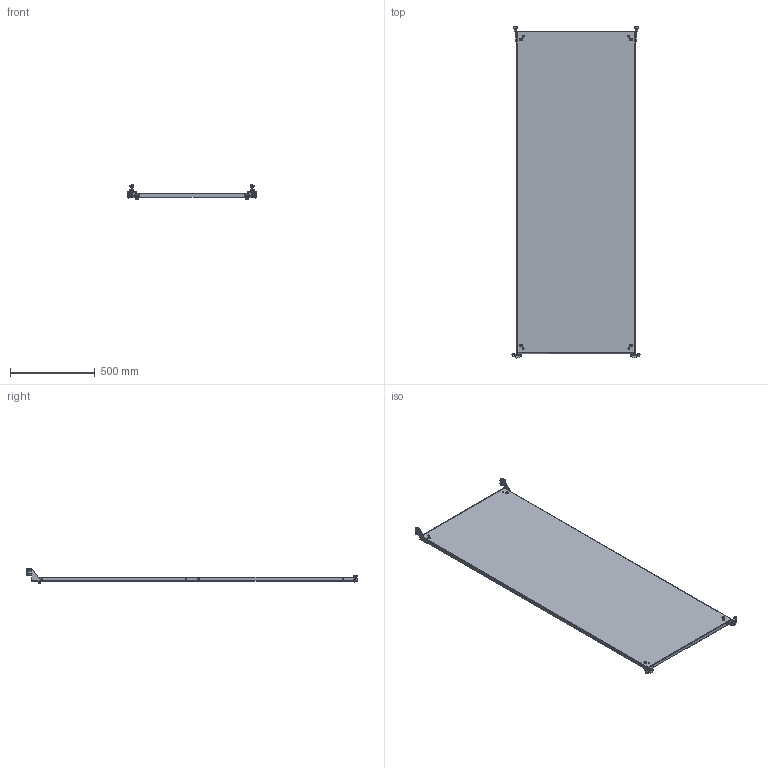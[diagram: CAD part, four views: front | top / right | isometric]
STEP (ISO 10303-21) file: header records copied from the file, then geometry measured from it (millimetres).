
FILE_DESCRIPTION (( 'STEP AP203' ), '1' );
FILE_NAME ('UR66913208000 Ïàíåëü ìîíòàæíàÿ RS52 200.80 (2 ìì) (000.801.700-02).STEP', '2022-04-12T11:40:51', ( '' ), ( '' ), 'SwSTEP 2.0', 'SolidWorks 2017', '' );
FILE_SCHEMA (( 'CONFIG_CONTROL_DESIGN' ));
Length unit declared in the file: millimetre
Products named in the file (18): 000.169.167 ﾊ煇鳫 ﾌﾏ RS52 湜跫韜; 嵑殧趌11371_8; Çàêëåïêà ðåçüáîâàÿ óìåíüøåííûé áîðòèê ñ íàñå÷êîé_Œ8å16,5; Ãàéêà êëåòåâàÿ_Œ8-5‚; Âèíò DIN 7984 TORX_Œ8å20; UR66913208000 Ïàíåëü ìîíòàæíàÿ RS52 200.80 (2 ìì) (000.801.700-02); Êëåòêà ãàéêè_Œ8-5‚; 029-378 Êðîíøòåéí âåðõíèé ÌÏ RS52_00; Âñòàâíàÿ ãàéêà Ì8 äëÿ øêàôîâ USOLA_Œ8 4163.000; 016-105 ﾘ_00 (ｭｨｦｭｨｩ); 000.169.166 ﾊ煇鳫 ﾌﾏ RS52 湜跫韜; 029-374 ﾊ煇鳫; 嵑殧趌6402_8; 029-374-01 ﾊ煇鳫; Ãàéêà êâàäðàòíàÿ_Œ8-5€; Âèíò DIN 7500 C TORX_Œ5å16; 010-479 Ïàíåëü ìîíòàæíàÿ RS52 200.00 (2ìì)_02 (80); 029-378-01 Êðîíøòåéí âåðõíèé ÌÏ RS52
Assembly tree (41 placements, depth 3):
  UR66913208000 Ïàíåëü ìîíòàæíàÿ RS52 200.80 (2 ìì) (000.801.700-02)
    嵑殧趌11371_8  x6
    嵑殧趌6402_8  x6
    Âèíò DIN 7984 TORX_Œ8å20  x6
    029-378 Êðîíøòåéí âåðõíèé ÌÏ RS52_00
    029-378-01 Êðîíøòåéí âåðõíèé ÌÏ RS52
    000.169.166 ﾊ煇鳫 ﾌﾏ RS52 湜跫韜
      029-374 ﾊ煇鳫
      Çàêëåïêà ðåçüáîâàÿ óìåíüøåííûé áîðòèê ñ íàñå÷êîé_Œ8å16,5
      016-105 ﾘ_00 (ｭｨｦｭｨｩ)
    Âèíò DIN 7500 C TORX_Œ5å16  x4
    000.169.167 ﾊ煇鳫 ﾌﾏ RS52 湜跫韜
      Çàêëåïêà ðåçüáîâàÿ óìåíüøåííûé áîðòèê ñ íàñå÷êîé_Œ8å16,5
      016-105 ﾘ_00 (ｭｨｦｭｨｩ)
      029-374-01 ﾊ煇鳫
    Âñòàâíàÿ ãàéêà Ì8 äëÿ øêàôîâ USOLA_Œ8 4163.000  x4
    Ãàéêà êëåòåâàÿ_Œ8-5‚  x2
      Êëåòêà ãàéêè_Œ8-5‚
      Ãàéêà êâàäðàòíàÿ_Œ8-5€
    010-479 Ïàíåëü ìîíòàæíàÿ RS52 200.00 (2ìì)_02 (80)
Bounding box: 758.19 x 1953.25 x 88.4 mm (x, y, z)
Volume: 3158637.6 mm3; surface area: 3159344.7 mm2
Topology: 39 solids, 39 shells, 1262 faces, 3062 edges, 1912 vertices
Faces by surface type: plane 650, cylinder 502, torus 36, cone 32, bspline 26, sphere 16
Entity records: 20944 total; most frequent: CARTESIAN_POINT 4131, DIRECTION 3055, ORIENTED_EDGE 2868, EDGE_CURVE 1434, AXIS2_PLACEMENT_3D 1076, LINE 903, VECTOR 903, VERTEX_POINT 878
